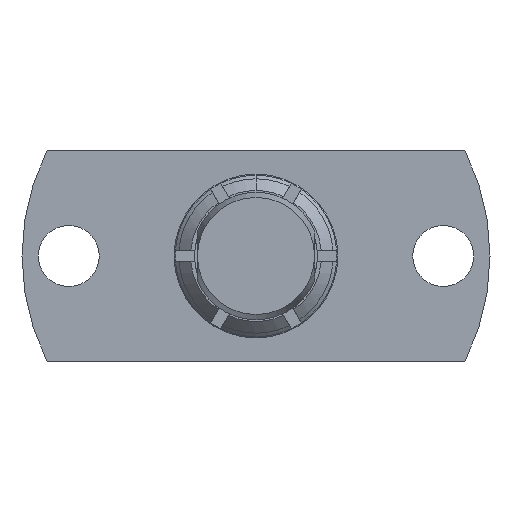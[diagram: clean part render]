
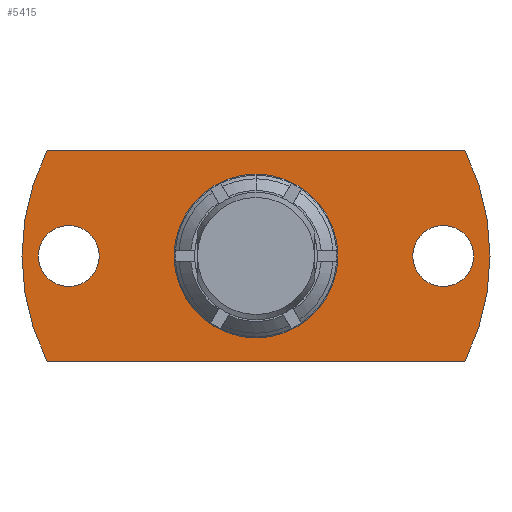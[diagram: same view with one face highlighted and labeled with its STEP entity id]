
A CAD part, front view. The second image highlights one B-rep face of the part: STEP entity #5415.
In plain terms, the highlighted planar face has unit normal (0, -1, 0).
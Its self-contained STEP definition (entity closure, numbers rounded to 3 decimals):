
#46 = DIRECTION ( 'NONE',  ( 0., -1., 0. ) ) ;
#56 = FACE_OUTER_BOUND ( 'NONE', #4604, .T. ) ;
#114 = AXIS2_PLACEMENT_3D ( 'NONE', #1717, #4201, #2594 ) ;
#271 = AXIS2_PLACEMENT_3D ( 'NONE', #786, #339, #5635 ) ;
#301 = CARTESIAN_POINT ( 'NONE',  ( -3.5, -0.3, 4.5 ) ) ;
#339 = DIRECTION ( 'NONE',  ( 0., -1., 0. ) ) ;
#436 = EDGE_CURVE ( 'NONE', #1706, #5508, #5617, .T. ) ;
#484 = ORIENTED_EDGE ( 'NONE', *, *, #5062, .F. ) ;
#584 = EDGE_CURVE ( 'NONE', #4675, #3602, #3764, .T. ) ;
#602 = CARTESIAN_POINT ( 'NONE',  ( -8.93, -0.3, -4.5 ) ) ;
#684 = DIRECTION ( 'NONE',  ( 0., -1., 0. ) ) ;
#747 = CARTESIAN_POINT ( 'NONE',  ( 0., -0.3, 0. ) ) ;
#786 = CARTESIAN_POINT ( 'NONE',  ( 0., -0.3, 0. ) ) ;
#823 = CARTESIAN_POINT ( 'NONE',  ( 8.93, -0.3, 4.5 ) ) ;
#824 = FACE_BOUND ( 'NONE', #4752, .T. ) ;
#916 = DIRECTION ( 'NONE',  ( 0., 1., 0. ) ) ;
#934 = CARTESIAN_POINT ( 'NONE',  ( 0., -0.3, 0. ) ) ;
#935 = CARTESIAN_POINT ( 'NONE',  ( 9.3, -0.3, 0. ) ) ;
#979 = EDGE_LOOP ( 'NONE', ( #1953, #5553 ) ) ;
#1048 = CARTESIAN_POINT ( 'NONE',  ( 0., -0.3, 0. ) ) ;
#1095 = DIRECTION ( 'NONE',  ( 0., 1., 0. ) ) ;
#1191 = CARTESIAN_POINT ( 'NONE',  ( 6.7, -0.3, 0. ) ) ;
#1211 = DIRECTION ( 'NONE',  ( 1., 0., 0. ) ) ;
#1245 = VERTEX_POINT ( 'NONE', #5386 ) ;
#1346 = DIRECTION ( 'NONE',  ( 0., -1., 0. ) ) ;
#1373 = DIRECTION ( 'NONE',  ( 0., -1., 0. ) ) ;
#1391 = CIRCLE ( 'NONE', #114, 1.3 ) ;
#1433 = ORIENTED_EDGE ( 'NONE', *, *, #2132, .F. ) ;
#1554 = EDGE_CURVE ( 'NONE', #2400, #2547, #1391, .T. ) ;
#1584 = EDGE_CURVE ( 'NONE', #2547, #2400, #4627, .T. ) ;
#1611 = ORIENTED_EDGE ( 'NONE', *, *, #2262, .F. ) ;
#1704 = EDGE_CURVE ( 'NONE', #5508, #1706, #5577, .T. ) ;
#1706 = VERTEX_POINT ( 'NONE', #935 ) ;
#1709 = CARTESIAN_POINT ( 'NONE',  ( 8.93, -0.3, -4.5 ) ) ;
#1717 = CARTESIAN_POINT ( 'NONE',  ( -8., -0.3, 0. ) ) ;
#1725 = CIRCLE ( 'NONE', #2552, 10. ) ;
#1798 = AXIS2_PLACEMENT_3D ( 'NONE', #1900, #5463, #4112 ) ;
#1900 = CARTESIAN_POINT ( 'NONE',  ( -3.5, -0.3, 0. ) ) ;
#1953 = ORIENTED_EDGE ( 'NONE', *, *, #436, .F. ) ;
#2012 = DIRECTION ( 'NONE',  ( 1., 0., 0. ) ) ;
#2132 = EDGE_CURVE ( 'NONE', #3602, #3861, #1725, .T. ) ;
#2140 = FACE_BOUND ( 'NONE', #979, .T. ) ;
#2262 = EDGE_CURVE ( 'NONE', #5121, #4675, #3296, .T. ) ;
#2264 = DIRECTION ( 'NONE',  ( 1., 0., 0. ) ) ;
#2343 = DIRECTION ( 'NONE',  ( -1., 0., 0. ) ) ;
#2400 = VERTEX_POINT ( 'NONE', #4099 ) ;
#2547 = VERTEX_POINT ( 'NONE', #4619 ) ;
#2552 = AXIS2_PLACEMENT_3D ( 'NONE', #747, #3819, #1211 ) ;
#2594 = DIRECTION ( 'NONE',  ( 1., 0., 0. ) ) ;
#2678 = ORIENTED_EDGE ( 'NONE', *, *, #4118, .F. ) ;
#2725 = AXIS2_PLACEMENT_3D ( 'NONE', #3314, #684, #4764 ) ;
#2814 = ORIENTED_EDGE ( 'NONE', *, *, #1584, .F. ) ;
#2960 = CARTESIAN_POINT ( 'NONE',  ( 0., -0.3, 3.5 ) ) ;
#3104 = ORIENTED_EDGE ( 'NONE', *, *, #584, .F. ) ;
#3130 = DIRECTION ( 'NONE',  ( 0., 0., 1. ) ) ;
#3170 = DIRECTION ( 'NONE',  ( 1., 0., 0. ) ) ;
#3242 = VERTEX_POINT ( 'NONE', #2960 ) ;
#3296 = CIRCLE ( 'NONE', #4029, 10. ) ;
#3314 = CARTESIAN_POINT ( 'NONE',  ( -8., -0.3, 0. ) ) ;
#3602 = VERTEX_POINT ( 'NONE', #602 ) ;
#3675 = AXIS2_PLACEMENT_3D ( 'NONE', #934, #46, #3130 ) ;
#3764 = LINE ( 'NONE', #4585, #5403 ) ;
#3819 = DIRECTION ( 'NONE',  ( 0., 1., 0. ) ) ;
#3861 = VERTEX_POINT ( 'NONE', #4842 ) ;
#3899 = EDGE_CURVE ( 'NONE', #3242, #1245, #4777, .T. ) ;
#4029 = AXIS2_PLACEMENT_3D ( 'NONE', #4496, #916, #3170 ) ;
#4099 = CARTESIAN_POINT ( 'NONE',  ( -6.7, -0.3, 0. ) ) ;
#4112 = DIRECTION ( 'NONE',  ( -1., 0., 0. ) ) ;
#4118 = EDGE_CURVE ( 'NONE', #4376, #5121, #5181, .T. ) ;
#4130 = ORIENTED_EDGE ( 'NONE', *, *, #1554, .F. ) ;
#4201 = DIRECTION ( 'NONE',  ( 0., -1., 0. ) ) ;
#4236 = EDGE_CURVE ( 'NONE', #3861, #4376, #5588, .T. ) ;
#4331 = AXIS2_PLACEMENT_3D ( 'NONE', #1048, #1095, #5066 ) ;
#4376 = VERTEX_POINT ( 'NONE', #823 ) ;
#4428 = CARTESIAN_POINT ( 'NONE',  ( 8., -0.3, 0. ) ) ;
#4496 = CARTESIAN_POINT ( 'NONE',  ( 0., -0.3, 0. ) ) ;
#4519 = AXIS2_PLACEMENT_3D ( 'NONE', #4895, #1346, #2264 ) ;
#4545 = PLANE ( 'NONE',  #1798 ) ;
#4585 = CARTESIAN_POINT ( 'NONE',  ( -3.5, -0.3, -4.5 ) ) ;
#4604 = EDGE_LOOP ( 'NONE', ( #1433, #3104, #1611, #2678, #5400 ) ) ;
#4619 = CARTESIAN_POINT ( 'NONE',  ( -9.3, -0.3, 0. ) ) ;
#4627 = CIRCLE ( 'NONE', #2725, 1.3 ) ;
#4675 = VERTEX_POINT ( 'NONE', #1709 ) ;
#4718 = CARTESIAN_POINT ( 'NONE',  ( 10., -0.3, 0. ) ) ;
#4752 = EDGE_LOOP ( 'NONE', ( #5314, #484 ) ) ;
#4756 = FACE_BOUND ( 'NONE', #5229, .T. ) ;
#4764 = DIRECTION ( 'NONE',  ( 1., 0., 0. ) ) ;
#4777 = CIRCLE ( 'NONE', #3675, 3.5 ) ;
#4842 = CARTESIAN_POINT ( 'NONE',  ( -8.93, -0.3, 4.5 ) ) ;
#4872 = DIRECTION ( 'NONE',  ( 1., 0., 0. ) ) ;
#4895 = CARTESIAN_POINT ( 'NONE',  ( 8., -0.3, 0. ) ) ;
#4916 = AXIS2_PLACEMENT_3D ( 'NONE', #4428, #1373, #4872 ) ;
#5062 = EDGE_CURVE ( 'NONE', #1245, #3242, #5228, .T. ) ;
#5066 = DIRECTION ( 'NONE',  ( 1., 0., 0. ) ) ;
#5121 = VERTEX_POINT ( 'NONE', #4718 ) ;
#5181 = CIRCLE ( 'NONE', #4331, 10. ) ;
#5228 = CIRCLE ( 'NONE', #271, 3.5 ) ;
#5229 = EDGE_LOOP ( 'NONE', ( #4130, #2814 ) ) ;
#5314 = ORIENTED_EDGE ( 'NONE', *, *, #3899, .F. ) ;
#5379 = VECTOR ( 'NONE', #2012, 1000. ) ;
#5386 = CARTESIAN_POINT ( 'NONE',  ( 0., -0.3, -3.5 ) ) ;
#5400 = ORIENTED_EDGE ( 'NONE', *, *, #4236, .F. ) ;
#5403 = VECTOR ( 'NONE', #2343, 1000. ) ;
#5415 = ADVANCED_FACE ( 'NONE', ( #56, #2140, #4756, #824 ), #4545, .F. ) ;
#5463 = DIRECTION ( 'NONE',  ( 0., 1., 0. ) ) ;
#5508 = VERTEX_POINT ( 'NONE', #1191 ) ;
#5553 = ORIENTED_EDGE ( 'NONE', *, *, #1704, .F. ) ;
#5577 = CIRCLE ( 'NONE', #4519, 1.3 ) ;
#5588 = LINE ( 'NONE', #301, #5379 ) ;
#5617 = CIRCLE ( 'NONE', #4916, 1.3 ) ;
#5635 = DIRECTION ( 'NONE',  ( 0., 0., 1. ) ) ;
